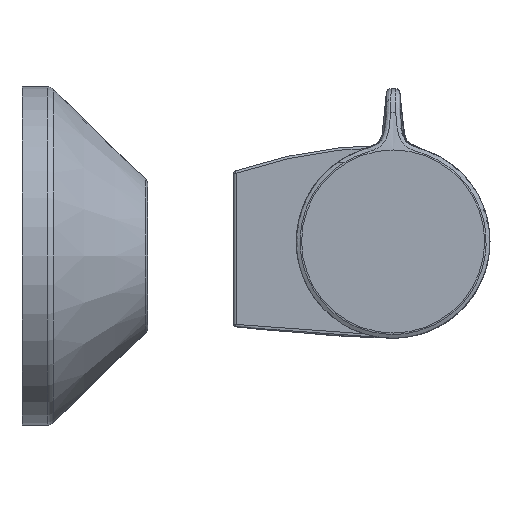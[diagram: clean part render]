
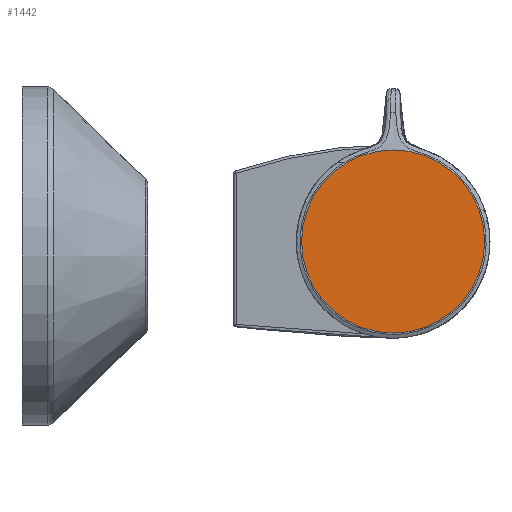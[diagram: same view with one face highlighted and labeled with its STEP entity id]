
A CAD part, front view. The second image highlights one B-rep face of the part: STEP entity #1442.
In plain terms, the highlighted planar face has unit normal (0, -1, 0).
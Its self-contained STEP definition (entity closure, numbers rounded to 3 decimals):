
#302=ORIENTED_EDGE('',*,*,#718,.T.);
#718=EDGE_CURVE('',#931,#931,#1069,.T.);
#931=VERTEX_POINT('',#2767);
#1069=CIRCLE('',#2243,18.941);
#1158=EDGE_LOOP('',(#302));
#1297=FACE_BOUND('',#1158,.T.);
#1418=PLANE('',#2242);
#1442=ADVANCED_FACE('',(#1297),#1418,.T.);
#2242=AXIS2_PLACEMENT_3D('',#2765,#2420,#2421);
#2243=AXIS2_PLACEMENT_3D('',#2766,#2422,#2423);
#2420=DIRECTION('',(0.,-1.,0.));
#2421=DIRECTION('',(1.,0.,0.));
#2422=DIRECTION('',(0.,-1.,0.));
#2423=DIRECTION('',(-1.,0.,0.));
#2765=CARTESIAN_POINT('',(0.,-150.53,0.));
#2766=CARTESIAN_POINT('',(0.,-150.53,0.));
#2767=CARTESIAN_POINT('',(-18.941,-150.53,0.));
